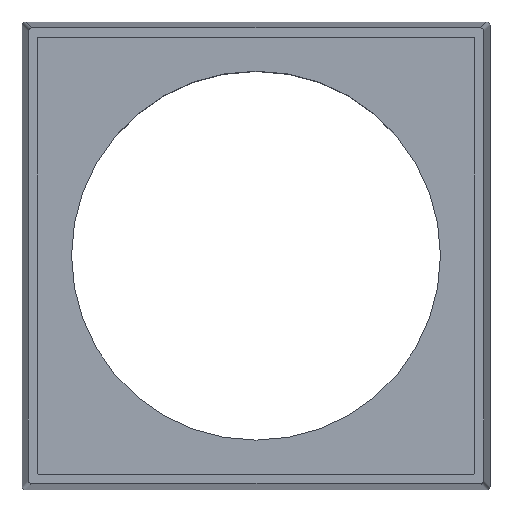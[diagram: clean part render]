
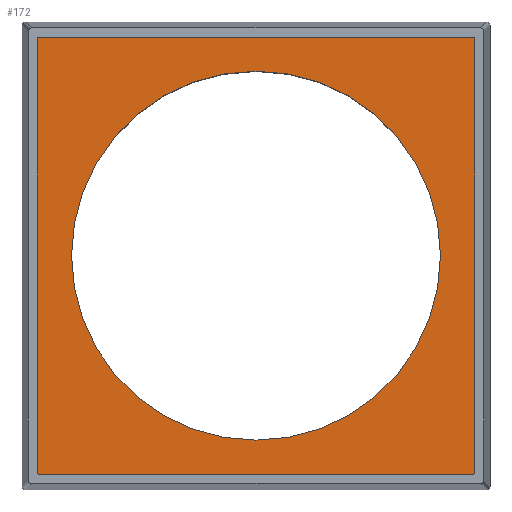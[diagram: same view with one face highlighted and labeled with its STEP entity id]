
A CAD part, top view. The second image highlights one B-rep face of the part: STEP entity #172.
In plain terms, the highlighted planar face has unit normal (0, 0, 1).
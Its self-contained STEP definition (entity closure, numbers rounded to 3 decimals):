
#54=AXIS2_PLACEMENT_3D('Circle Axis2P3D',#52,#53,$) ;
#86=AXIS2_PLACEMENT_3D('Circle Axis2P3D',#84,#85,$) ;
#100=AXIS2_PLACEMENT_3D('Plane Axis2P3D',#97,#98,#99) ;
#113=AXIS2_PLACEMENT_3D('Circle Axis2P3D',#111,#112,$) ;
#127=AXIS2_PLACEMENT_3D('Circle Axis2P3D',#125,#126,$) ;
#141=AXIS2_PLACEMENT_3D('Circle Axis2P3D',#139,#140,$) ;
#155=AXIS2_PLACEMENT_3D('Circle Axis2P3D',#153,#154,$) ;
#49=CARTESIAN_POINT('Vertex',(4.5,21.25,17.5)) ;
#52=CARTESIAN_POINT('Axis2P3D Location',(21.25,21.25,17.5)) ;
#56=CARTESIAN_POINT('Vertex',(38.,21.25,17.5)) ;
#84=CARTESIAN_POINT('Axis2P3D Location',(21.25,21.25,17.5)) ;
#97=CARTESIAN_POINT('Axis2P3D Location',(21.25,21.25,17.5)) ;
#102=CARTESIAN_POINT('Line Origine',(21.25,1.399,17.5)) ;
#106=CARTESIAN_POINT('Vertex',(1.549,1.399,17.5)) ;
#108=CARTESIAN_POINT('Vertex',(40.951,1.399,17.5)) ;
#111=CARTESIAN_POINT('Axis2P3D Location',(40.951,1.549,17.5)) ;
#115=CARTESIAN_POINT('Vertex',(41.101,1.549,17.5)) ;
#118=CARTESIAN_POINT('Line Origine',(41.101,21.25,17.5)) ;
#122=CARTESIAN_POINT('Vertex',(41.101,40.951,17.5)) ;
#125=CARTESIAN_POINT('Axis2P3D Location',(40.951,40.951,17.5)) ;
#129=CARTESIAN_POINT('Vertex',(40.951,41.101,17.5)) ;
#132=CARTESIAN_POINT('Line Origine',(21.25,41.101,17.5)) ;
#136=CARTESIAN_POINT('Vertex',(1.549,41.101,17.5)) ;
#139=CARTESIAN_POINT('Axis2P3D Location',(1.549,40.951,17.5)) ;
#143=CARTESIAN_POINT('Vertex',(1.399,40.951,17.5)) ;
#146=CARTESIAN_POINT('Line Origine',(1.399,21.25,17.5)) ;
#150=CARTESIAN_POINT('Vertex',(1.399,1.549,17.5)) ;
#153=CARTESIAN_POINT('Axis2P3D Location',(1.549,1.549,17.5)) ;
#53=DIRECTION('Axis2P3D Direction',(0.,0.,1.)) ;
#85=DIRECTION('Axis2P3D Direction',(0.,0.,1.)) ;
#98=DIRECTION('Axis2P3D Direction',(0.,0.,1.)) ;
#99=DIRECTION('Axis2P3D XDirection',(1.,0.,0.)) ;
#103=DIRECTION('Vector Direction',(1.,0.,0.)) ;
#112=DIRECTION('Axis2P3D Direction',(0.,0.,1.)) ;
#119=DIRECTION('Vector Direction',(0.,1.,0.)) ;
#126=DIRECTION('Axis2P3D Direction',(0.,0.,1.)) ;
#133=DIRECTION('Vector Direction',(-1.,0.,0.)) ;
#140=DIRECTION('Axis2P3D Direction',(0.,0.,1.)) ;
#147=DIRECTION('Vector Direction',(0.,-1.,0.)) ;
#154=DIRECTION('Axis2P3D Direction',(0.,0.,1.)) ;
#104=VECTOR('Line Direction',#103,1.) ;
#120=VECTOR('Line Direction',#119,1.) ;
#134=VECTOR('Line Direction',#133,1.) ;
#148=VECTOR('Line Direction',#147,1.) ;
#159=ORIENTED_EDGE('',*,*,#110,.T.) ;
#160=ORIENTED_EDGE('',*,*,#117,.T.) ;
#161=ORIENTED_EDGE('',*,*,#124,.T.) ;
#162=ORIENTED_EDGE('',*,*,#131,.T.) ;
#163=ORIENTED_EDGE('',*,*,#138,.T.) ;
#164=ORIENTED_EDGE('',*,*,#145,.T.) ;
#165=ORIENTED_EDGE('',*,*,#152,.T.) ;
#166=ORIENTED_EDGE('',*,*,#157,.T.) ;
#169=ORIENTED_EDGE('',*,*,#88,.F.) ;
#170=ORIENTED_EDGE('',*,*,#58,.F.) ;
#171=FACE_BOUND('',#168,.T.) ;
#172=ADVANCED_FACE('MANIFOLD_SOLID_BREP #20178',(#167,#171),#101,.T.) ;
#55=CIRCLE('generated circle',#54,16.75) ;
#87=CIRCLE('generated circle',#86,16.75) ;
#114=CIRCLE('generated circle',#113,0.15) ;
#128=CIRCLE('generated circle',#127,0.15) ;
#142=CIRCLE('generated circle',#141,0.15) ;
#156=CIRCLE('generated circle',#155,0.15) ;
#58=EDGE_CURVE('',#50,#57,#55,.T.) ;
#88=EDGE_CURVE('',#57,#50,#87,.T.) ;
#110=EDGE_CURVE('',#107,#109,#105,.T.) ;
#117=EDGE_CURVE('',#109,#116,#114,.T.) ;
#124=EDGE_CURVE('',#116,#123,#121,.T.) ;
#131=EDGE_CURVE('',#123,#130,#128,.T.) ;
#138=EDGE_CURVE('',#130,#137,#135,.T.) ;
#145=EDGE_CURVE('',#137,#144,#142,.T.) ;
#152=EDGE_CURVE('',#144,#151,#149,.T.) ;
#157=EDGE_CURVE('',#151,#107,#156,.T.) ;
#158=EDGE_LOOP('',(#159,#160,#161,#162,#163,#164,#165,#166)) ;
#168=EDGE_LOOP('',(#169,#170)) ;
#167=FACE_OUTER_BOUND('',#158,.T.) ;
#105=LINE('Line',#102,#104) ;
#121=LINE('Line',#118,#120) ;
#135=LINE('Line',#132,#134) ;
#149=LINE('Line',#146,#148) ;
#101=PLANE('',#100) ;
#50=VERTEX_POINT('',#49) ;
#57=VERTEX_POINT('',#56) ;
#107=VERTEX_POINT('',#106) ;
#109=VERTEX_POINT('',#108) ;
#116=VERTEX_POINT('',#115) ;
#123=VERTEX_POINT('',#122) ;
#130=VERTEX_POINT('',#129) ;
#137=VERTEX_POINT('',#136) ;
#144=VERTEX_POINT('',#143) ;
#151=VERTEX_POINT('',#150) ;
